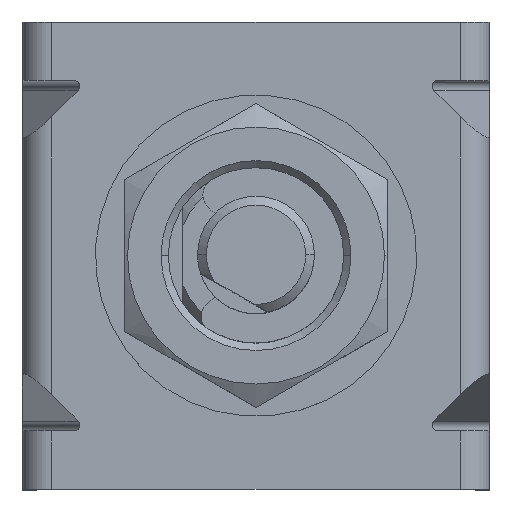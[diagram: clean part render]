
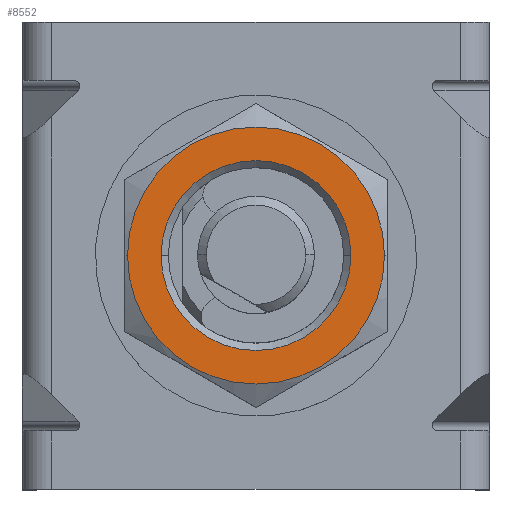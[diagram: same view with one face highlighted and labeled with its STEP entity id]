
A CAD part, top view. The second image highlights one B-rep face of the part: STEP entity #8552.
In plain terms, the highlighted planar face has unit normal (0, 0, 1).
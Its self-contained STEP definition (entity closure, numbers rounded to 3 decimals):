
#6 = DIRECTION ( 'NONE',  ( 0., 0., -1. ) ) ;
#417 = PLANE ( 'NONE',  #9014 ) ;
#506 = CARTESIAN_POINT ( 'NONE',  ( 4.4, 0., 2. ) ) ;
#720 = AXIS2_PLACEMENT_3D ( 'NONE', #12401, #6, #7542 ) ;
#2236 = FACE_BOUND ( 'NONE', #4458, .T. ) ;
#2302 = EDGE_LOOP ( 'NONE', ( #12357, #7238 ) ) ;
#2401 = CARTESIAN_POINT ( 'NONE',  ( 0., 0., 2. ) ) ;
#2449 = DIRECTION ( 'NONE',  ( -1., 0., 0. ) ) ;
#2914 = DIRECTION ( 'NONE',  ( 0., 0., -1. ) ) ;
#2983 = VERTEX_POINT ( 'NONE', #8769 ) ;
#3510 = VERTEX_POINT ( 'NONE', #12559 ) ;
#3794 = ORIENTED_EDGE ( 'NONE', *, *, #4825, .T. ) ;
#4458 = EDGE_LOOP ( 'NONE', ( #3794, #6070 ) ) ;
#4825 = EDGE_CURVE ( 'NONE', #3510, #8653, #8287, .T. ) ;
#5178 = AXIS2_PLACEMENT_3D ( 'NONE', #14845, #8642, #2449 ) ;
#6070 = ORIENTED_EDGE ( 'NONE', *, *, #8453, .T. ) ;
#6378 = FACE_OUTER_BOUND ( 'NONE', #2302, .T. ) ;
#6500 = CARTESIAN_POINT ( 'NONE',  ( -4.5, -2.598, 2. ) ) ;
#6662 = DIRECTION ( 'NONE',  ( -1., 0., 0. ) ) ;
#6843 = CIRCLE ( 'NONE', #5178, 4.4 ) ;
#7238 = ORIENTED_EDGE ( 'NONE', *, *, #13621, .F. ) ;
#7443 = EDGE_CURVE ( 'NONE', #2983, #12127, #15600, .T. ) ;
#7542 = DIRECTION ( 'NONE',  ( 1., 0., 0. ) ) ;
#8017 = CARTESIAN_POINT ( 'NONE',  ( -3.25, 0., 2. ) ) ;
#8287 = CIRCLE ( 'NONE', #15587, 3.25 ) ;
#8453 = EDGE_CURVE ( 'NONE', #8653, #3510, #13613, .T. ) ;
#8552 = ADVANCED_FACE ( 'NONE', ( #6378, #2236 ), #417, .F. ) ;
#8642 = DIRECTION ( 'NONE',  ( 0., 0., -1. ) ) ;
#8653 = VERTEX_POINT ( 'NONE', #8017 ) ;
#8769 = CARTESIAN_POINT ( 'NONE',  ( -4.4, 0., 2. ) ) ;
#9013 = CARTESIAN_POINT ( 'NONE',  ( 0., 0., 2. ) ) ;
#9014 = AXIS2_PLACEMENT_3D ( 'NONE', #6500, #12836, #10280 ) ;
#9880 = DIRECTION ( 'NONE',  ( 1., 0., 0. ) ) ;
#9937 = DIRECTION ( 'NONE',  ( 0., 0., -1. ) ) ;
#10280 = DIRECTION ( 'NONE',  ( -1., 0., 0. ) ) ;
#12127 = VERTEX_POINT ( 'NONE', #506 ) ;
#12357 = ORIENTED_EDGE ( 'NONE', *, *, #7443, .F. ) ;
#12401 = CARTESIAN_POINT ( 'NONE',  ( 0., 0., 2. ) ) ;
#12559 = CARTESIAN_POINT ( 'NONE',  ( 3.25, 0., 2. ) ) ;
#12836 = DIRECTION ( 'NONE',  ( 0., 0., -1. ) ) ;
#13613 = CIRCLE ( 'NONE', #720, 3.25 ) ;
#13621 = EDGE_CURVE ( 'NONE', #12127, #2983, #6843, .T. ) ;
#14845 = CARTESIAN_POINT ( 'NONE',  ( 0., 0., 2. ) ) ;
#14879 = AXIS2_PLACEMENT_3D ( 'NONE', #9013, #2914, #6662 ) ;
#15587 = AXIS2_PLACEMENT_3D ( 'NONE', #2401, #9937, #9880 ) ;
#15600 = CIRCLE ( 'NONE', #14879, 4.4 ) ;
